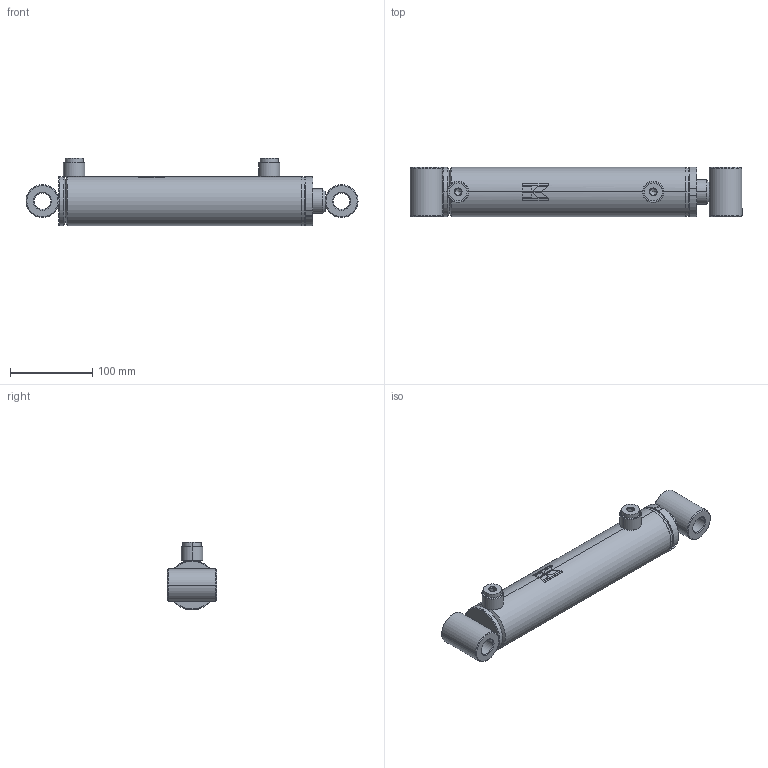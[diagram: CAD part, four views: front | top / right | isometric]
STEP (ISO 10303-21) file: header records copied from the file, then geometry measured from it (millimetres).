
FILE_DESCRIPTION (( 'STEP AP214' ), '1' );
FILE_NAME ('CFGCY0072936-Cylinder.step', '2025-04-16T07:40:03', ( 'Kramp IT' ), ( 'Kramp' ), 'SwSTEP 2.0', 'SolidWorks 2021', '' );
FILE_SCHEMA (( 'AUTOMOTIVE_DESIGN' ));
Length unit declared in the file: millimetre
Products named in the file (20): Tube_Simplified; BUSHVM-EC; MATE-AID; DS2905015; BUSH-EC; Rod_Simplified; Tube-MA_Simplified; BUSHVM-RD; DC3905001; CFGCY0072936-Cylinder; DS2905004VM_Simplified; BUSH-RD; Tube-WA_Simplified; DS2905013030_Simplified; DS2905013030VM_Simplified; VSR06WD; LSN06E; DS2905004_Simplified; Rod-WA_Simplified
Assembly tree (20 placements, depth 4):
  MATE-AID
  CFGCY0072936-Cylinder
    Tube-WA_Simplified
      Tube-MA_Simplified
        Tube_Simplified
        LSN06E
      LSN06E
      DC3905001
        DC3905001
      BUSHVM-EC
        BUSH-EC
    Rod-WA_Simplified
      Rod_Simplified
      BUSHVM-RD
        BUSH-RD
    DS2905013030VM_Simplified
      DS2905013030_Simplified
    DS2905004VM_Simplified
      DS2905004_Simplified
    DS2905015
    VSR06WD  x2
Bounding box: 404 x 60 x 82.3 mm (x, y, z)
Volume: 755488.8 mm3; surface area: 204191.4 mm2
Topology: 12 solids, 12 shells, 292 faces, 644 edges, 390 vertices
Faces by surface type: plane 105, cylinder 89, cone 70, torus 24, bspline 4
Entity records: 8356 total; most frequent: CARTESIAN_POINT 1537, DIRECTION 1262, ORIENTED_EDGE 1032, AXIS2_PLACEMENT_3D 522, EDGE_CURVE 516, VERTEX_POINT 317, EDGE_LOOP 271, CIRCLE 258
